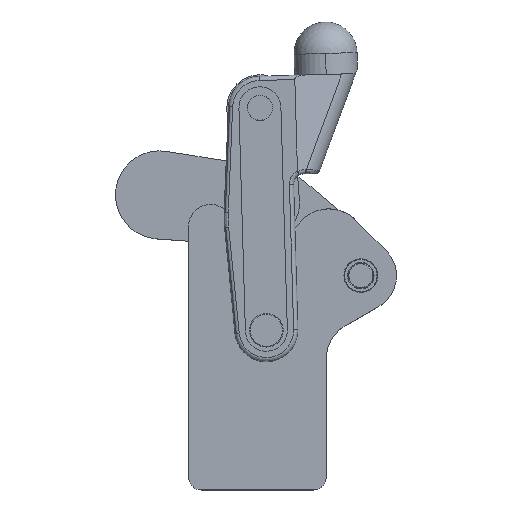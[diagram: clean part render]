
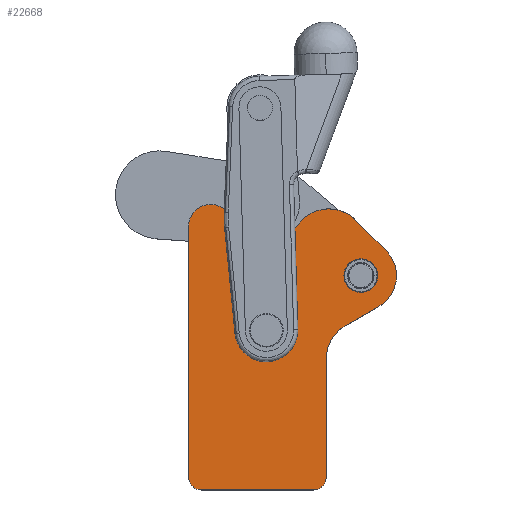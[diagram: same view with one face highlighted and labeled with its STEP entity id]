
A CAD part, top view. The second image highlights one B-rep face of the part: STEP entity #22668.
In plain terms, the highlighted planar face has unit normal (0, 0, 1).
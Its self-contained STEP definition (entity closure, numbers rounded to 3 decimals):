
#1583=CARTESIAN_POINT('',(41.39,-42.417,20.962));
#1584=VERTEX_POINT('',#1583);
#1593=CARTESIAN_POINT('',(57.49,-42.417,20.962));
#1594=VERTEX_POINT('',#1593);
#1595=CARTESIAN_POINT('',(49.44,-42.417,20.962));
#1596=DIRECTION('',(0.0,0.0,-1.0));
#1597=DIRECTION('',(-1.0,0.0,0.0));
#1598=AXIS2_PLACEMENT_3D('',#1595,#1596,#1597);
#1599=CIRCLE('',#1598,8.05);
#1600=EDGE_CURVE('',#1594,#1584,#1599,.T.);
#22270=CARTESIAN_POINT('',(61.488,-30.424,20.962));
#22271=VERTEX_POINT('',#22270);
#22278=CARTESIAN_POINT('',(57.907,-57.159,20.962));
#22279=VERTEX_POINT('',#22278);
#22280=CARTESIAN_POINT('',(49.44,-42.417,20.962));
#22281=DIRECTION('',(0.0,0.0,-1.0));
#22282=DIRECTION('',(-0.498,0.867,0.0));
#22283=AXIS2_PLACEMENT_3D('',#22280,#22281,#22282);
#22284=CIRCLE('',#22283,17.);
#22285=EDGE_CURVE('',#22271,#22279,#22284,.T.);
#22523=CARTESIAN_POINT('',(7.223,-73.336,20.962));
#22524=DIRECTION('',(0.0,0.0,1.0));
#22525=DIRECTION('',(1.0,0.0,0.0));
#22526=AXIS2_PLACEMENT_3D('',#22523,#22524,#22525);
#22527=PLANE('',#22526);
#22528=CARTESIAN_POINT('',(32.94,-138.417,20.962));
#22529=VERTEX_POINT('',#22528);
#22530=CARTESIAN_POINT('',(26.94,-144.417,20.962));
#22531=VERTEX_POINT('',#22530);
#22532=CARTESIAN_POINT('',(26.94,-138.417,20.962));
#22533=DIRECTION('',(0.0,0.0,-1.0));
#22534=DIRECTION('',(0.0,1.0,0.0));
#22535=AXIS2_PLACEMENT_3D('',#22532,#22533,#22534);
#22536=CIRCLE('',#22535,6.);
#22537=EDGE_CURVE('',#22529,#22531,#22536,.T.);
#22538=ORIENTED_EDGE('',*,*,#22537,.F.);
#22539=CARTESIAN_POINT('',(32.94,-81.917,20.962));
#22540=VERTEX_POINT('',#22539);
#22541=CARTESIAN_POINT('',(32.94,-81.917,20.962));
#22542=DIRECTION('',(0.0,-1.0,0.0));
#22543=VECTOR('',#22542,56.5);
#22544=LINE('',#22541,#22543);
#22545=EDGE_CURVE('',#22540,#22529,#22544,.T.);
#22546=ORIENTED_EDGE('',*,*,#22545,.F.);
#22547=CARTESIAN_POINT('',(41.976,-66.308,20.962));
#22548=VERTEX_POINT('',#22547);
#22549=CARTESIAN_POINT('',(50.94,-81.917,20.962));
#22550=DIRECTION('',(0.0,0.0,1.));
#22551=DIRECTION('',(-0.498,0.867,0.0));
#22552=AXIS2_PLACEMENT_3D('',#22549,#22550,#22551);
#22553=CIRCLE('',#22552,18.);
#22554=EDGE_CURVE('',#22548,#22540,#22553,.T.);
#22555=ORIENTED_EDGE('',*,*,#22554,.F.);
#22556=CARTESIAN_POINT('',(57.907,-57.159,20.962));
#22557=DIRECTION('',(-0.867,-0.498,0.0));
#22558=VECTOR('',#22557,18.371);
#22559=LINE('',#22556,#22558);
#22560=EDGE_CURVE('',#22279,#22548,#22559,.T.);
#22561=ORIENTED_EDGE('',*,*,#22560,.F.);
#22562=ORIENTED_EDGE('',*,*,#22285,.F.);
#22563=CARTESIAN_POINT('',(47.015,-15.884,20.962));
#22564=VERTEX_POINT('',#22563);
#22565=CARTESIAN_POINT('',(47.015,-15.884,20.962));
#22566=DIRECTION('',(0.705,-0.709,0.0));
#22567=VECTOR('',#22566,20.516);
#22568=LINE('',#22565,#22567);
#22569=EDGE_CURVE('',#22564,#22271,#22568,.T.);
#22570=ORIENTED_EDGE('',*,*,#22569,.F.);
#22571=CARTESIAN_POINT('',(19.347,-18.5,20.962));
#22572=VERTEX_POINT('',#22571);
#22573=CARTESIAN_POINT('',(34.258,-28.583,20.962));
#22574=DIRECTION('',(0.0,0.0,-1.0));
#22575=DIRECTION('',(-0.709,-0.705,0.0));
#22576=AXIS2_PLACEMENT_3D('',#22573,#22574,#22575);
#22577=CIRCLE('',#22576,18.);
#22578=EDGE_CURVE('',#22572,#22564,#22577,.T.);
#22579=ORIENTED_EDGE('',*,*,#22578,.F.);
#22580=CARTESIAN_POINT('',(-12.298,-15.049,20.962));
#22581=VERTEX_POINT('',#22580);
#22582=CARTESIAN_POINT('',(4.436,-8.417,20.962));
#22583=DIRECTION('',(0.0,0.0,1.));
#22584=DIRECTION('',(-0.93,-0.368,0.0));
#22585=AXIS2_PLACEMENT_3D('',#22582,#22583,#22584);
#22586=CIRCLE('',#22585,18.0);
#22587=EDGE_CURVE('',#22581,#22572,#22586,.T.);
#22588=ORIENTED_EDGE('',*,*,#22587,.F.);
#22589=CARTESIAN_POINT('',(-32.56,-18.917,20.962));
#22590=VERTEX_POINT('',#22589);
#22591=CARTESIAN_POINT('',(-22.06,-18.917,20.962));
#22592=DIRECTION('',(0.0,0.0,-1.0));
#22593=DIRECTION('',(-0.93,-0.368,0.0));
#22594=AXIS2_PLACEMENT_3D('',#22591,#22592,#22593);
#22595=CIRCLE('',#22594,10.5);
#22596=EDGE_CURVE('',#22590,#22581,#22595,.T.);
#22597=ORIENTED_EDGE('',*,*,#22596,.F.);
#22598=CARTESIAN_POINT('',(-32.56,-138.417,20.962));
#22599=VERTEX_POINT('',#22598);
#22600=CARTESIAN_POINT('',(-32.56,-138.417,20.962));
#22601=DIRECTION('',(0.0,1.0,0.0));
#22602=VECTOR('',#22601,119.5);
#22603=LINE('',#22600,#22602);
#22604=EDGE_CURVE('',#22599,#22590,#22603,.T.);
#22605=ORIENTED_EDGE('',*,*,#22604,.F.);
#22606=CARTESIAN_POINT('',(-26.56,-144.417,20.962));
#22607=VERTEX_POINT('',#22606);
#22608=CARTESIAN_POINT('',(-26.56,-138.417,20.962));
#22609=DIRECTION('',(0.0,0.0,-1.0));
#22610=DIRECTION('',(1.0,0.0,0.0));
#22611=AXIS2_PLACEMENT_3D('',#22608,#22609,#22610);
#22612=CIRCLE('',#22611,6.);
#22613=EDGE_CURVE('',#22607,#22599,#22612,.T.);
#22614=ORIENTED_EDGE('',*,*,#22613,.F.);
#22615=CARTESIAN_POINT('',(26.94,-144.417,20.962));
#22616=DIRECTION('',(-1.0,0.0,0.0));
#22617=VECTOR('',#22616,53.5);
#22618=LINE('',#22615,#22617);
#22619=EDGE_CURVE('',#22531,#22607,#22618,.T.);
#22620=ORIENTED_EDGE('',*,*,#22619,.F.);
#22621=EDGE_LOOP('',(#22538,#22546,#22555,#22561,#22562,#22570,#22579,#22588,#22597,#22605,#22614,#22620));
#22622=FACE_OUTER_BOUND('',#22621,.T.);
#22623=CARTESIAN_POINT('',(-14.145,-32.938,20.962));
#22624=VERTEX_POINT('',#22623);
#22625=CARTESIAN_POINT('',(18.396,-31.999,20.962));
#22626=VERTEX_POINT('',#22625);
#22627=CARTESIAN_POINT('',(-14.145,-32.938,20.962));
#22628=DIRECTION('',(1.,0.029,0.));
#22629=VECTOR('',#22628,32.554);
#22630=LINE('',#22627,#22629);
#22631=EDGE_CURVE('',#22624,#22626,#22630,.T.);
#22632=ORIENTED_EDGE('',*,*,#22631,.T.);
#22633=CARTESIAN_POINT('',(19.434,-67.985,20.962));
#22634=VERTEX_POINT('',#22633);
#22635=CARTESIAN_POINT('',(18.396,-31.999,20.962));
#22636=DIRECTION('',(0.029,-1.,0.));
#22637=VECTOR('',#22636,36.);
#22638=LINE('',#22635,#22637);
#22639=EDGE_CURVE('',#22626,#22634,#22638,.T.);
#22640=ORIENTED_EDGE('',*,*,#22639,.T.);
#22641=CARTESIAN_POINT('',(-10.487,-69.895,20.962));
#22642=VERTEX_POINT('',#22641);
#22643=CARTESIAN_POINT('',(4.44,-68.417,20.962));
#22644=DIRECTION('',(0.,0.,-1.0));
#22645=DIRECTION('',(-1.,-0.029,0.));
#22646=AXIS2_PLACEMENT_3D('',#22643,#22644,#22645);
#22647=CIRCLE('',#22646,15.);
#22648=EDGE_CURVE('',#22634,#22642,#22647,.T.);
#22649=ORIENTED_EDGE('',*,*,#22648,.T.);
#22650=CARTESIAN_POINT('',(-10.487,-69.895,20.962));
#22651=DIRECTION('',(-0.098,0.995,0.));
#22652=VECTOR('',#22651,37.137);
#22653=LINE('',#22650,#22652);
#22654=EDGE_CURVE('',#22642,#22624,#22653,.T.);
#22655=ORIENTED_EDGE('',*,*,#22654,.T.);
#22656=EDGE_LOOP('',(#22632,#22640,#22649,#22655));
#22657=FACE_BOUND('',#22656,.T.);
#22658=ORIENTED_EDGE('',*,*,#1600,.T.);
#22659=CARTESIAN_POINT('',(49.44,-42.417,20.962));
#22660=DIRECTION('',(0.0,0.0,-1.0));
#22661=DIRECTION('',(-1.0,0.0,0.0));
#22662=AXIS2_PLACEMENT_3D('',#22659,#22660,#22661);
#22663=CIRCLE('',#22662,8.05);
#22664=EDGE_CURVE('',#1584,#1594,#22663,.T.);
#22665=ORIENTED_EDGE('',*,*,#22664,.T.);
#22666=EDGE_LOOP('',(#22658,#22665));
#22667=FACE_BOUND('',#22666,.T.);
#22668=ADVANCED_FACE('',(#22622,#22657,#22667),#22527,.T.);
